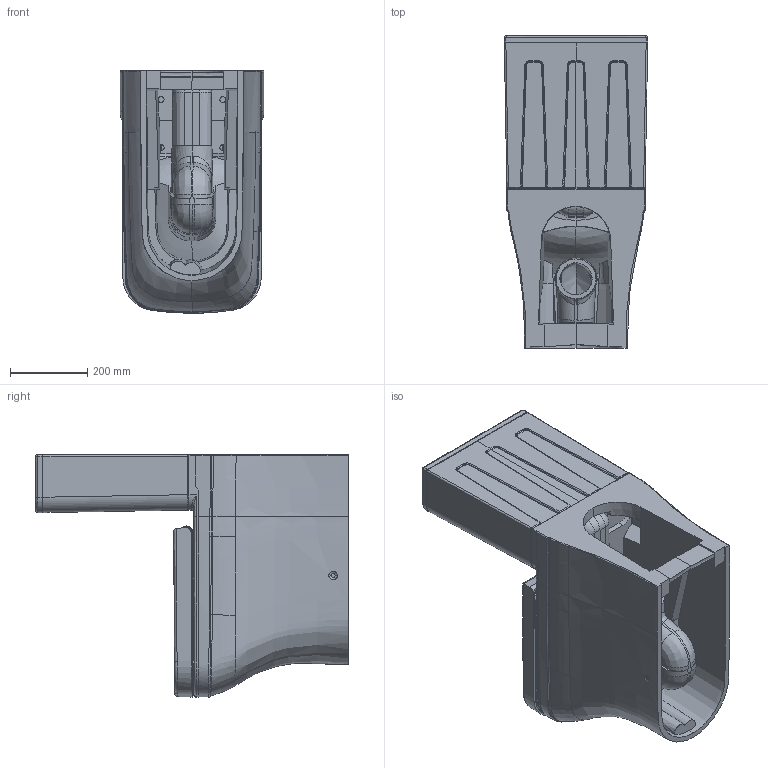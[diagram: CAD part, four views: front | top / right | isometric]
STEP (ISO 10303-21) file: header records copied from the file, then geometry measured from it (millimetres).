
FILE_DESCRIPTION (( 'STEP AP203' ), '1' );
FILE_NAME ('INDCC01.STEP', '2020-11-25T08:53:05', ( '' ), ( '' ), 'SwSTEP 2.0', 'SolidWorks 2019', '' );
FILE_SCHEMA (( 'CONFIG_CONTROL_DESIGN' ));
Length unit declared in the file: millimetre
Products named in the file (7): 70112_Lid; INDCC01; 70112_v10919; 70110_CAD_V10819; 70111_CAD_V10819; 70112_fixing bar; 20117_Seat
Assembly tree (6 placements, depth 3):
  INDCC01
    70110_CAD_V10819
    70111_CAD_V10819
    70112_v10919
      20117_Seat
      70112_Lid
      70112_fixing bar
Bounding box: 372.17 x 811.75 x 630.31 mm (x, y, z)
Volume: 32777672 mm3; surface area: 3535196.1 mm2
Topology: 6 solids, 7 shells, 970 faces, 2538 edges, 1583 vertices
Faces by surface type: bspline 538, cylinder 176, plane 166, torus 73, cone 9, sphere 8
Entity records: 127129 total; most frequent: CARTESIAN_POINT 107224, ORIENTED_EDGE 5036, EDGE_CURVE 2518, DIRECTION 2469, VERTEX_POINT 1579, B_SPLINE_CURVE_WITH_KNOTS 1391, EDGE_LOOP 1019, AXIS2_PLACEMENT_3D 998
